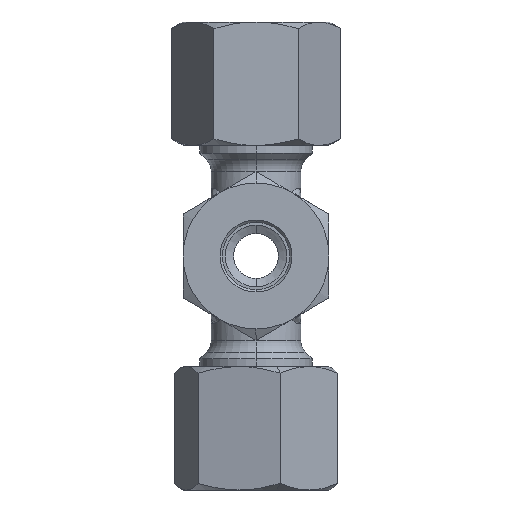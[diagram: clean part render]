
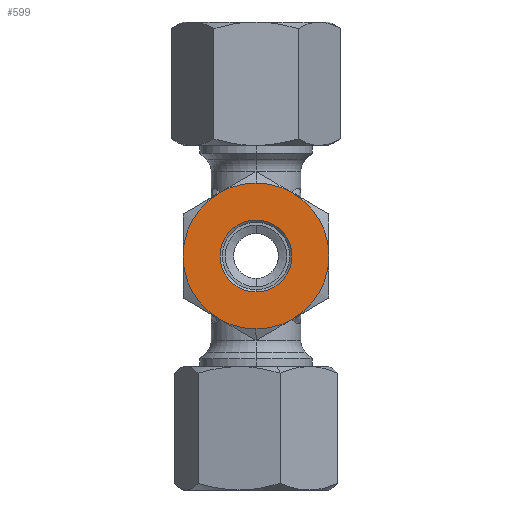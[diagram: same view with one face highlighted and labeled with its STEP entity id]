
A CAD part, left-side view. The second image highlights one B-rep face of the part: STEP entity #599.
In plain terms, the highlighted planar face has unit normal (-1, 0, 0).
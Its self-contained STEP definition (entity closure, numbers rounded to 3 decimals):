
#599=ADVANCED_FACE('',(#1624,#1625),#1626,.T.);
#1624=FACE_OUTER_BOUND('',#3146,.T.);
#1625=FACE_BOUND('',#3147,.T.);
#1626=PLANE('',#3148);
#3146=EDGE_LOOP('',(#7634,#7635,#7636,#7637,#7638,#7639,#7640,#7641));
#3147=EDGE_LOOP('',(#7642,#7643));
#3148=AXIS2_PLACEMENT_3D('',#7644,#7645,#7646);
#7634=ORIENTED_EDGE('',*,*,#11578,.T.);
#7635=ORIENTED_EDGE('',*,*,#11579,.T.);
#7636=ORIENTED_EDGE('',*,*,#11580,.T.);
#7637=ORIENTED_EDGE('',*,*,#11581,.T.);
#7638=ORIENTED_EDGE('',*,*,#11582,.T.);
#7639=ORIENTED_EDGE('',*,*,#11583,.T.);
#7640=ORIENTED_EDGE('',*,*,#11584,.T.);
#7641=ORIENTED_EDGE('',*,*,#11585,.T.);
#7642=ORIENTED_EDGE('',*,*,#11586,.T.);
#7643=ORIENTED_EDGE('',*,*,#11587,.T.);
#7644=CARTESIAN_POINT('',(-20.852,0.0,0.0));
#7645=DIRECTION('',(-1.0,0.0,0.0));
#7646=DIRECTION('',(0.0,-1.0,0.0));
#11578=EDGE_CURVE('',#13208,#13209,#13210,.T.);
#11579=EDGE_CURVE('',#13209,#13211,#13212,.T.);
#11580=EDGE_CURVE('',#13211,#13213,#13214,.T.);
#11581=EDGE_CURVE('',#13213,#13215,#13216,.T.);
#11582=EDGE_CURVE('',#13215,#13217,#13218,.T.);
#11583=EDGE_CURVE('',#13217,#13219,#13220,.T.);
#11584=EDGE_CURVE('',#13219,#13221,#13222,.T.);
#11585=EDGE_CURVE('',#13221,#13208,#13223,.T.);
#11586=EDGE_CURVE('',#13224,#13225,#13226,.T.);
#11587=EDGE_CURVE('',#13225,#13224,#13227,.T.);
#13208=VERTEX_POINT('',#15542);
#13209=VERTEX_POINT('',#15543);
#13210=CIRCLE('',#15544,6.5);
#13211=VERTEX_POINT('',#15545);
#13212=CIRCLE('',#15546,6.5);
#13213=VERTEX_POINT('',#15547);
#13214=CIRCLE('',#15548,6.5);
#13215=VERTEX_POINT('',#15549);
#13216=CIRCLE('',#15550,6.5);
#13217=VERTEX_POINT('',#15551);
#13218=CIRCLE('',#15552,6.5);
#13219=VERTEX_POINT('',#15553);
#13220=CIRCLE('',#15554,6.5);
#13221=VERTEX_POINT('',#15555);
#13222=CIRCLE('',#15556,6.5);
#13223=CIRCLE('',#15557,6.5);
#13224=VERTEX_POINT('',#15558);
#13225=VERTEX_POINT('',#15559);
#13226=CIRCLE('',#15560,3.2);
#13227=CIRCLE('',#15561,3.2);
#15542=CARTESIAN_POINT('',(-20.852,3.25,-5.629));
#15543=CARTESIAN_POINT('',(-20.852,0.,-6.5));
#15544=AXIS2_PLACEMENT_3D('',#21034,#21035,#21036);
#15545=CARTESIAN_POINT('',(-20.852,-3.25,-5.629));
#15546=AXIS2_PLACEMENT_3D('',#21037,#21038,#21039);
#15547=CARTESIAN_POINT('',(-20.852,-6.5,0.));
#15548=AXIS2_PLACEMENT_3D('',#21040,#21041,#21042);
#15549=CARTESIAN_POINT('',(-20.852,-3.25,5.629));
#15550=AXIS2_PLACEMENT_3D('',#21043,#21044,#21045);
#15551=CARTESIAN_POINT('',(-20.852,0.,6.5));
#15552=AXIS2_PLACEMENT_3D('',#21046,#21047,#21048);
#15553=CARTESIAN_POINT('',(-20.852,3.25,5.629));
#15554=AXIS2_PLACEMENT_3D('',#21049,#21050,#21051);
#15555=CARTESIAN_POINT('',(-20.852,6.5,0.));
#15556=AXIS2_PLACEMENT_3D('',#21052,#21053,#21054);
#15557=AXIS2_PLACEMENT_3D('',#21055,#21056,#21057);
#15558=CARTESIAN_POINT('',(-20.852,0.0,3.2));
#15559=CARTESIAN_POINT('',(-20.852,0.,-3.2));
#15560=AXIS2_PLACEMENT_3D('',#21058,#21059,#21060);
#15561=AXIS2_PLACEMENT_3D('',#21061,#21062,#21063);
#21034=CARTESIAN_POINT('',(-20.852,0.0,0.0));
#21035=DIRECTION('',(-1.0,0.0,0.0));
#21036=DIRECTION('',(0.0,0.5,-0.866));
#21037=CARTESIAN_POINT('',(-20.852,0.0,0.0));
#21038=DIRECTION('',(-1.0,0.0,0.0));
#21039=DIRECTION('',(0.0,0.5,-0.866));
#21040=CARTESIAN_POINT('',(-20.852,0.0,0.0));
#21041=DIRECTION('',(-1.0,-0.0,0.0));
#21042=DIRECTION('',(0.0,-0.5,-0.866));
#21043=CARTESIAN_POINT('',(-20.852,0.0,0.0));
#21044=DIRECTION('',(-1.0,0.0,0.0));
#21045=DIRECTION('',(0.0,-1.0,0.0));
#21046=CARTESIAN_POINT('',(-20.852,0.0,0.0));
#21047=DIRECTION('',(-1.0,0.0,0.0));
#21048=DIRECTION('',(0.0,-0.5,0.866));
#21049=CARTESIAN_POINT('',(-20.852,0.0,0.0));
#21050=DIRECTION('',(-1.0,0.0,0.0));
#21051=DIRECTION('',(0.0,-0.5,0.866));
#21052=CARTESIAN_POINT('',(-20.852,0.0,0.0));
#21053=DIRECTION('',(-1.0,0.0,0.0));
#21054=DIRECTION('',(0.0,0.5,0.866));
#21055=CARTESIAN_POINT('',(-20.852,0.0,0.0));
#21056=DIRECTION('',(-1.0,0.0,0.0));
#21057=DIRECTION('',(0.0,1.0,0.));
#21058=CARTESIAN_POINT('',(-20.852,0.0,0.0));
#21059=DIRECTION('',(1.0,0.0,0.0));
#21060=DIRECTION('',(0.0,0.0,-1.0));
#21061=CARTESIAN_POINT('',(-20.852,0.0,0.0));
#21062=DIRECTION('',(1.0,0.0,0.0));
#21063=DIRECTION('',(0.0,0.0,-1.0));
